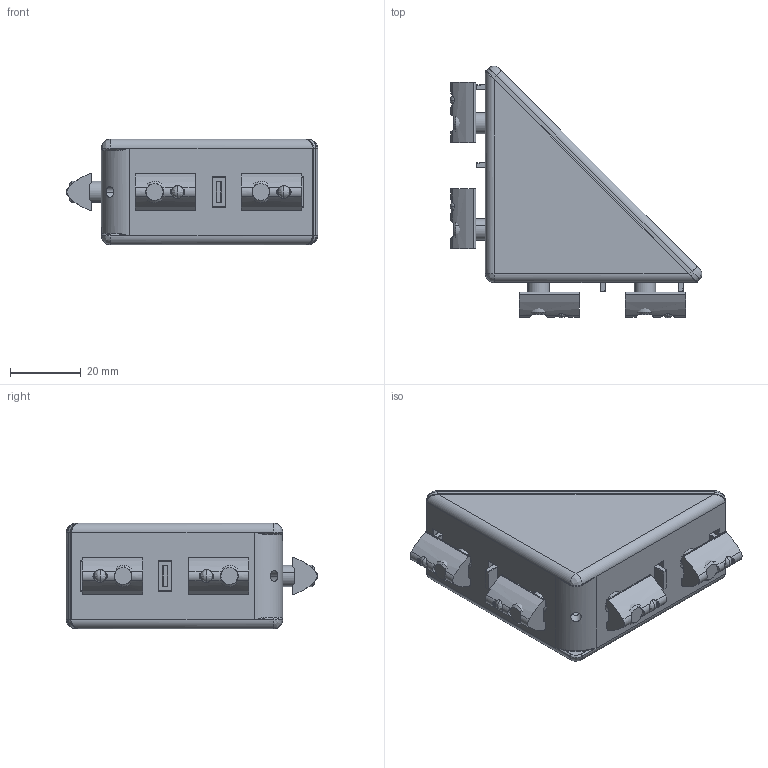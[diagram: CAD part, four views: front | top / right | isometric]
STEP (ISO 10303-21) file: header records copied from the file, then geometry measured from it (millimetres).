
FILE_DESCRIPTION (( 'STEP AP214' ), '1' );
FILE_NAME ('FIXE06E3827-Kit équerre 6 60x60 Zn.step', '2023-03-24T10:00:50', ( 'Altae' ), ( '' ), 'SwSTEP 2.0', 'SolidWorks 2021', '' );
FILE_SCHEMA (( 'AUTOMOTIVE_DESIGN' ));
Length unit declared in the file: millimetre
Products named in the file (1): FIXE06E3827-Kit équerre 6 60x60 Zn
Bounding box: 71.01 x 71.01 x 29.8 mm (x, y, z)
Volume: 29155.9 mm3; surface area: 25353.5 mm2
Topology: 14 solids, 14 shells, 1015 faces, 2571 edges, 1488 vertices
Faces by surface type: cylinder 393, plane 306, bspline 236, cone 80
Entity records: 36737 total; most frequent: CARTESIAN_POINT 14908, ORIENTED_EDGE 4906, DIRECTION 3899, EDGE_CURVE 2453, VERTEX_POINT 1488, AXIS2_PLACEMENT_3D 1396, VECTOR 1107, LINE 1107
